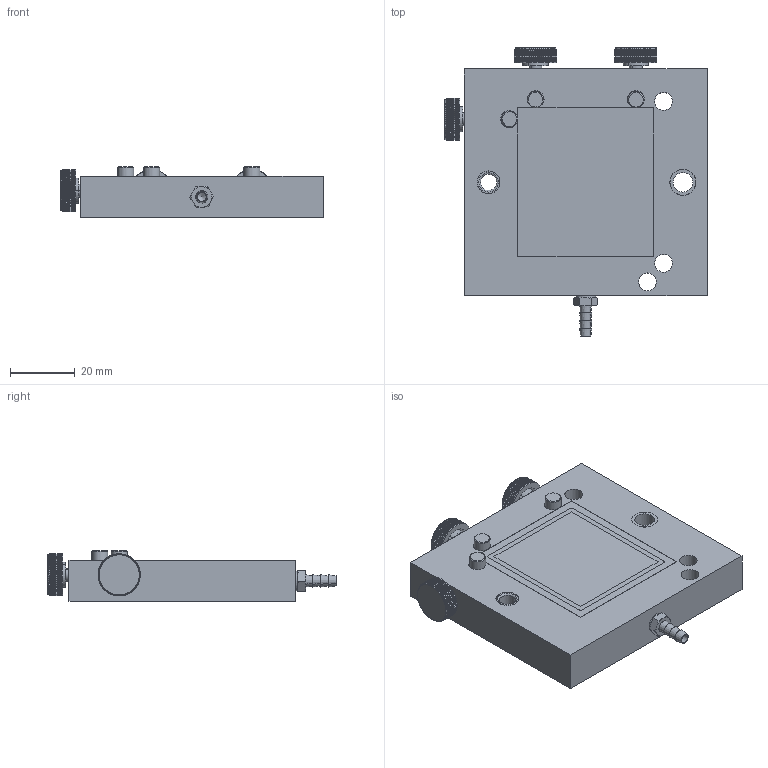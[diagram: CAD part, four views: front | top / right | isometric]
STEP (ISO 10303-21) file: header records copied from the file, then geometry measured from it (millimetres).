
FILE_DESCRIPTION(/* description */ (''),/* implementation_level */ '2;1');
FILE_NAME(/* name */ 'F10148125--_1-ASSY_ CMS2 ETL_ SENSOR FILM HOLDING FIXTURE ASSY.stp',/* time_stamp */ '2021-09-03T14:03:55-05:00',/* author */ (''),/* organization */ (''),/* preprocessor_version */ 'ST-DEVELOPER v16',/* originating_system */ 'SIEMENS PLM Software NX 11.0',/* authorisation */ '');
FILE_SCHEMA (('AUTOMOTIVE_DESIGN { 1 0 10303 214 3 1 1 1 }'));
Products named in the file (9): F10112322--_1-MODULE_ CMS2 ETL_ READOUT CHIP MOUNTING FILM; FC0067035--_1-STRAIGHT DRILL BUSHING_ ID 5MM_ HT 5MM_ MISUMI JBAUC 5-
5; FC0043464--_1-DOWEL PIN_M5ODx10LG_AS; FC0072751--_1-STRAIGHT DRILL BUSHING_ ID6.04MM_ OD8.06MM_ L5.00MM; FC0043164--_1-FITTING_ BARBED ADAPTER_ 1_8 ID TUBE TO _10-32; FC0079014--_1-THUMB SCREW_ M4x0.7 X 8MM_ PLASTIC_ MCMASTER-96016A838; FC0079011--_1-THUMB SCREW_ M4x0.7 X 12MM_ PLASTIC_ MCMASTER-96016A561; F10148124--_1-FIXTURE_ CMS2 ETL_ SENSOR FILM HOLDING FIXTURE; F10148125--_1-ASSY_ CMS2 ETL_ SENSOR FILM HOLDING FIXTURE ASSY
Assembly tree (11 placements, depth 2):
  F10148125--_1-ASSY_ CMS2 ETL_ SENSOR FILM HOLDING FIXTURE ASSY
    F10148124--_1-FIXTURE_ CMS2 ETL_ SENSOR FILM HOLDING FIXTURE
    FC0079011--_1-THUMB SCREW_ M4x0.7 X 12MM_ PLASTIC_ MCMASTER-96016A561
    FC0079014--_1-THUMB SCREW_ M4x0.7 X 8MM_ PLASTIC_ MCMASTER-96016A838  x2
    FC0043164--_1-FITTING_ BARBED ADAPTER_ 1_8 ID TUBE TO _10-32
    FC0072751--_1-STRAIGHT DRILL BUSHING_ ID6.04MM_ OD8.06MM_ L5.00MM
    FC0043464--_1-DOWEL PIN_M5ODx10LG_AS  x3
    FC0067035--_1-STRAIGHT DRILL BUSHING_ ID 5MM_ HT 5MM_ MISUMI JBAUC 5-
5
    F10112322--_1-MODULE_ CMS2 ETL_ READOUT CHIP MOUNTING FILM
Bounding box: 81 x 88.97 x 15.7 mm (x, y, z)
Volume: 66429.8 mm3; surface area: 24410 mm2
Topology: 12 solids, 12 shells, 1155 faces, 2981 edges, 1868 vertices
Faces by surface type: plane 644, cylinder 264, cone 243, bspline 3, torus 1
Full cylindrical faces by diameter (mm): 1.587 x1, 3.3 x3, 4.039 x1, 5 x4, 5.25 x3, 5.5 x3, 6.04 x1, 6.975 x1, 7 x1, 7.975 x1, 8.02 x1
Entity records: 31764 total; most frequent: CARTESIAN_POINT 7110, DIRECTION 4089, ORIENTED_EDGE 4086, EDGE_CURVE 2043, AXIS2_PLACEMENT_3D 1601, VERTEX_POINT 1304, LINE 887, VECTOR 887
